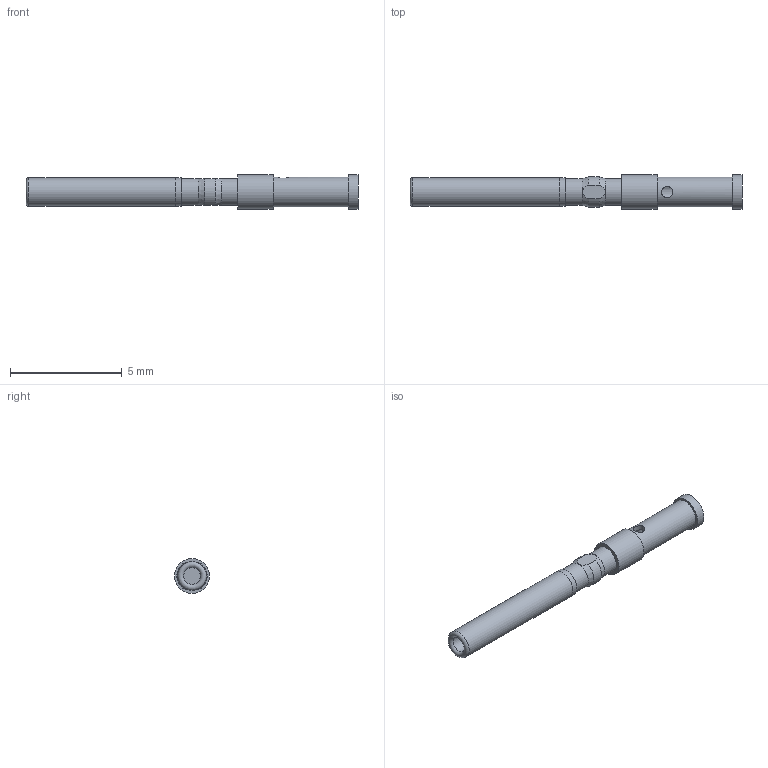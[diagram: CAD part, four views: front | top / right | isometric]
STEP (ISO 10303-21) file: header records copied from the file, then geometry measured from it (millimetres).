
FILE_DESCRIPTION (( 'STEP AP214' ), '1' );
FILE_NAME ('ICS70 B1 S2C5.STEP', '2013-07-26T10:38:55', ( 'Authorized User' ), ( '' ), 'SwSTEP 2.0', 'SolidWorks 2012', '' );
FILE_SCHEMA (( 'AUTOMOTIVE_DESIGN' ));
Length unit declared in the file: inch
Products named in the file (1): ICS70 B1 S2C5
Bounding box: 14.88 x 1.55 x 1.55 mm (x, y, z)
Volume: 14.2 mm3; surface area: 104.1 mm2
Topology: 2 solids, 2 shells, 32 faces, 59 edges, 36 vertices
Faces by surface type: cylinder 14, plane 11, cone 6, torus 1
Full cylindrical faces by diameter (mm): 0.508 x1, 0.762 x1, 0.87 x1, 1.016 x2, 1.198 x2, 1.287 x2, 1.325 x1, 1.554 x2
Entity records: 915 total; most frequent: CARTESIAN_POINT 201, DIRECTION 128, ORIENTED_EDGE 86, AXIS2_PLACEMENT_3D 62, EDGE_LOOP 56, FACE_OUTER_BOUND 45, EDGE_CURVE 43, VERTEX_POINT 35
